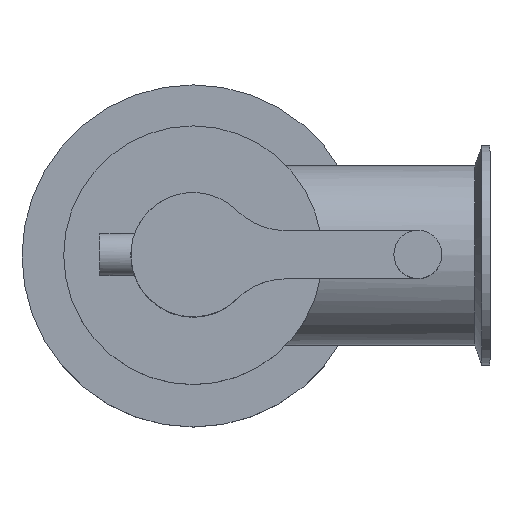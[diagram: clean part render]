
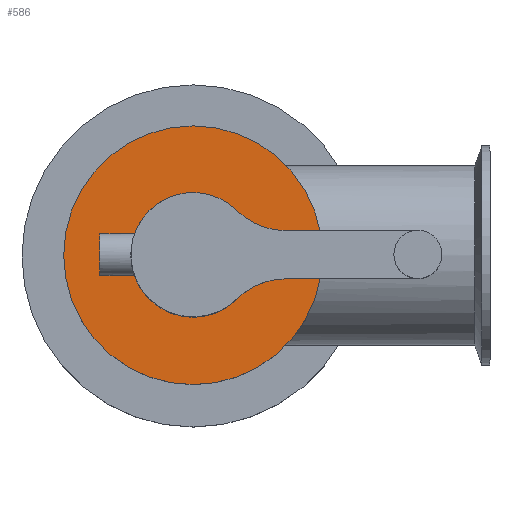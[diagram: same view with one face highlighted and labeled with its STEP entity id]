
A CAD part, top view. The second image highlights one B-rep face of the part: STEP entity #586.
In plain terms, the highlighted planar face has unit normal (0, 0, 1).
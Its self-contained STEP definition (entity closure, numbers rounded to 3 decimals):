
#36=PLANE('',#666);
#69=FACE_OUTER_BOUND('',#115,.T.);
#115=EDGE_LOOP('',(#461));
#156=CIRCLE('',#667,45.75);
#278=VERTEX_POINT('',#1276);
#344=EDGE_CURVE('',#278,#278,#156,.T.);
#461=ORIENTED_EDGE('',*,*,#344,.F.);
#586=ADVANCED_FACE('',(#69),#36,.T.);
#666=AXIS2_PLACEMENT_3D('',#1275,#797,#798);
#667=AXIS2_PLACEMENT_3D('',#1277,#799,#800);
#797=DIRECTION('center_axis',(0.,0.,1.));
#798=DIRECTION('ref_axis',(1.,0.,0.));
#799=DIRECTION('center_axis',(0.,0.,-1.));
#800=DIRECTION('ref_axis',(-1.,0.,0.));
#1275=CARTESIAN_POINT('Origin',(-22.875,0.,195.5));
#1276=CARTESIAN_POINT('',(45.75,0.,195.5));
#1277=CARTESIAN_POINT('Origin',(0.,0.,195.5));
